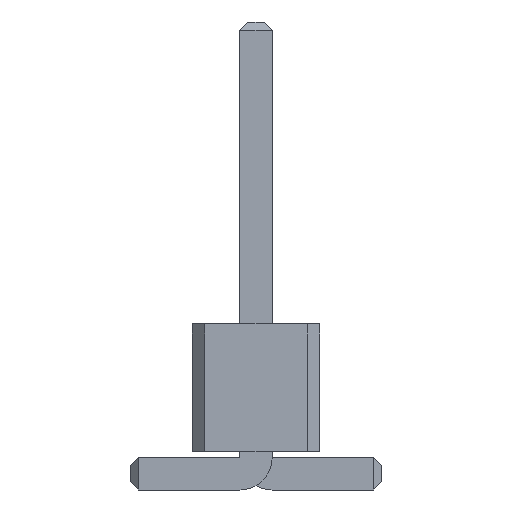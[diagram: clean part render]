
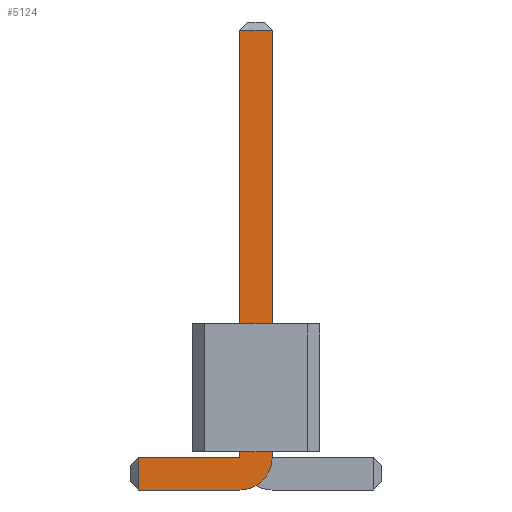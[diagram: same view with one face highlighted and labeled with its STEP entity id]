
A CAD part, front view. The second image highlights one B-rep face of the part: STEP entity #5124.
In plain terms, the highlighted planar face has unit normal (0, -1, 0).
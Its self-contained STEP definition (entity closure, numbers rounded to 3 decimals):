
#56=DIRECTION('',(0.,-1.,0.));
#67=DIRECTION('',(1.,0.,0.));
#1067=VECTOR('',#67,1.);
#1120=DIRECTION('',(-1.,0.,0.));
#2117=VECTOR('',#1120,1.);
#2281=DIRECTION('',(0.,0.,-1.));
#2300=VECTOR('',#2281,1.);
#4954=VECTOR('',#4955,1.);
#4955=DIRECTION('',(0.,0.,1.));
#4977=DIRECTION('',(0.,-1.,0.));
#4978=DIRECTION('',(-1.,0.,0.));
#4985=VERTEX_POINT('',#4986);
#4986=CARTESIAN_POINT('',(-2.34,-21.91,0.));
#4989=ORIENTED_EDGE('',*,*,#4990,.T.);
#4990=EDGE_CURVE('',#4985,#4991,#4993,.T.);
#4991=VERTEX_POINT('',#4992);
#4992=CARTESIAN_POINT('',(-0.32,-21.91,0.));
#4993=LINE('',#4994,#1067);
#4994=CARTESIAN_POINT('',(-2.5,-21.91,0.));
#5026=VERTEX_POINT('',#5027);
#5027=CARTESIAN_POINT('',(0.32,-21.91,0.64));
#5030=EDGE_CURVE('',#4991,#5026,#5031,.T.);
#5031=CIRCLE('',#5032,0.64);
#5032=AXIS2_PLACEMENT_3D('',#5033,#56,#2281);
#5033=CARTESIAN_POINT('',(-0.32,-21.91,0.64));
#5041=VERTEX_POINT('',#5033);
#5043=ORIENTED_EDGE('',*,*,#5044,.T.);
#5044=EDGE_CURVE('',#5041,#5045,#5047,.T.);
#5045=VERTEX_POINT('',#5046);
#5046=CARTESIAN_POINT('',(-2.34,-21.91,0.64));
#5047=LINE('',#5033,#2117);
#5057=ORIENTED_EDGE('',*,*,#5058,.T.);
#5058=EDGE_CURVE('',#5026,#5059,#5061,.T.);
#5059=VERTEX_POINT('',#5060);
#5060=CARTESIAN_POINT('',(0.32,-21.91,9.14));
#5061=LINE('',#5062,#4954);
#5062=CARTESIAN_POINT('',(0.32,-21.91,0.));
#5075=VERTEX_POINT('',#5076);
#5076=CARTESIAN_POINT('',(-0.32,-21.91,9.14));
#5078=ORIENTED_EDGE('',*,*,#5079,.T.);
#5079=EDGE_CURVE('',#5075,#5041,#5080,.T.);
#5080=LINE('',#5081,#2300);
#5081=CARTESIAN_POINT('',(-0.32,-21.91,9.3));
#5124=ADVANCED_FACE('',(#5125),#5134,.T.);
#5125=FACE_BOUND('',#5126,.T.);
#5126=EDGE_LOOP('',(#4989,#5127,#5057,#5128,#5078,#5043,#5131));
#5127=ORIENTED_EDGE('',*,*,#5030,.T.);
#5128=ORIENTED_EDGE('',*,*,#5129,.T.);
#5129=EDGE_CURVE('',#5059,#5075,#5130,.T.);
#5130=LINE('',#5060,#2117);
#5131=ORIENTED_EDGE('',*,*,#5132,.T.);
#5132=EDGE_CURVE('',#5045,#4985,#5133,.T.);
#5133=LINE('',#5046,#2300);
#5134=PLANE('',#5135);
#5135=AXIS2_PLACEMENT_3D('',#5136,#4977,#4978);
#5136=CARTESIAN_POINT('',(-0.311,-21.91,3.871));
